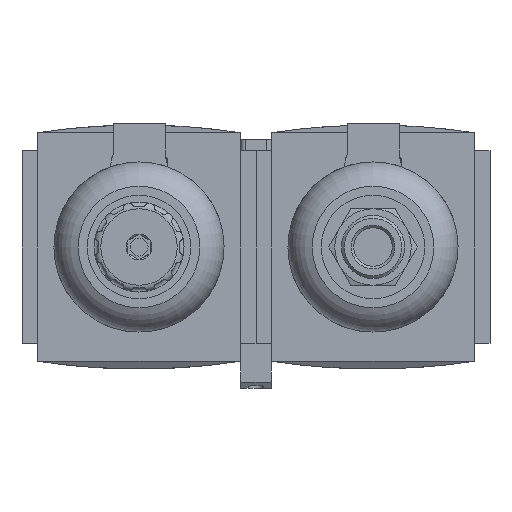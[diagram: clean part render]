
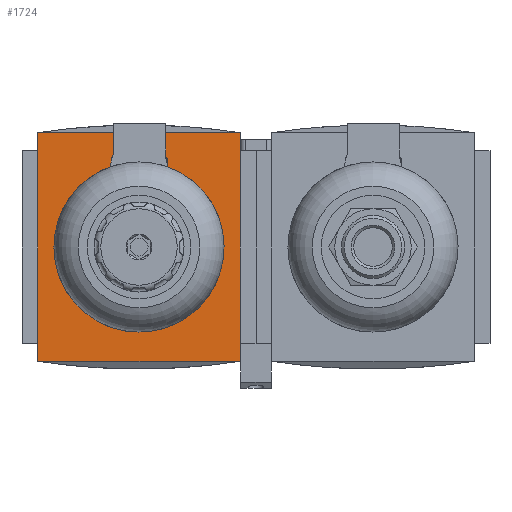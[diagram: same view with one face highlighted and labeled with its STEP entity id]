
A CAD part, front view. The second image highlights one B-rep face of the part: STEP entity #1724.
In plain terms, the highlighted planar face has unit normal (0, -1, 0).
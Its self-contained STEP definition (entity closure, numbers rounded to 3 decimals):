
#1724 = ADVANCED_FACE( '', ( #4168 ), #4169, .F. );
#4168 = FACE_OUTER_BOUND( '', #7492, .T. );
#4169 = PLANE( '', #7493 );
#7492 = EDGE_LOOP( '', ( #12140, #12141, #12142, #12143 ) );
#7493 = AXIS2_PLACEMENT_3D( '', #12144, #12145, #12146 );
#12140 = ORIENTED_EDGE( '', *, *, #20805, .F. );
#12141 = ORIENTED_EDGE( '', *, *, #20806, .T. );
#12142 = ORIENTED_EDGE( '', *, *, #19870, .F. );
#12143 = ORIENTED_EDGE( '', *, *, #20807, .T. );
#12144 = CARTESIAN_POINT( '', ( 0., -31., 122.903 ) );
#12145 = DIRECTION( '', ( 0., 1., 0. ) );
#12146 = DIRECTION( '', ( 0., 0., 1. ) );
#19870 = EDGE_CURVE( '', #23827, #23828, #23829, .T. );
#20805 = EDGE_CURVE( '', #25397, #24615, #25398, .T. );
#20806 = EDGE_CURVE( '', #25397, #23828, #25399, .T. );
#20807 = EDGE_CURVE( '', #23827, #24615, #25400, .T. );
#23827 = VERTEX_POINT( '', #29521 );
#23828 = VERTEX_POINT( '', #29522 );
#23829 = LINE( '', #29523, #29524 );
#24615 = VERTEX_POINT( '', #30638 );
#25397 = VERTEX_POINT( '', #32040 );
#25398 = LINE( '', #32041, #32042 );
#25399 = LINE( '', #32043, #32044 );
#25400 = LINE( '', #32045, #32046 );
#29521 = CARTESIAN_POINT( '', ( 22.5, -31., 25.4 ) );
#29522 = CARTESIAN_POINT( '', ( 22.5, -31., -25.4 ) );
#29523 = CARTESIAN_POINT( '', ( 22.5, -31., 25.4 ) );
#29524 = VECTOR( '', #37566, 1000. );
#30638 = CARTESIAN_POINT( '', ( -22.5, -31., 25.4 ) );
#32040 = CARTESIAN_POINT( '', ( -22.5, -31., -25.4 ) );
#32041 = CARTESIAN_POINT( '', ( -22.5, -31., -25.4 ) );
#32042 = VECTOR( '', #38635, 1000. );
#32043 = CARTESIAN_POINT( '', ( 0., -31., -25.4 ) );
#32044 = VECTOR( '', #38636, 1000. );
#32045 = CARTESIAN_POINT( '', ( 0., -31., 25.4 ) );
#32046 = VECTOR( '', #38637, 1000. );
#37566 = DIRECTION( '', ( 0., 0., -1. ) );
#38635 = DIRECTION( '', ( 0., 0., 1. ) );
#38636 = DIRECTION( '', ( 1., 0., 0. ) );
#38637 = DIRECTION( '', ( -1., 0., 0. ) );
